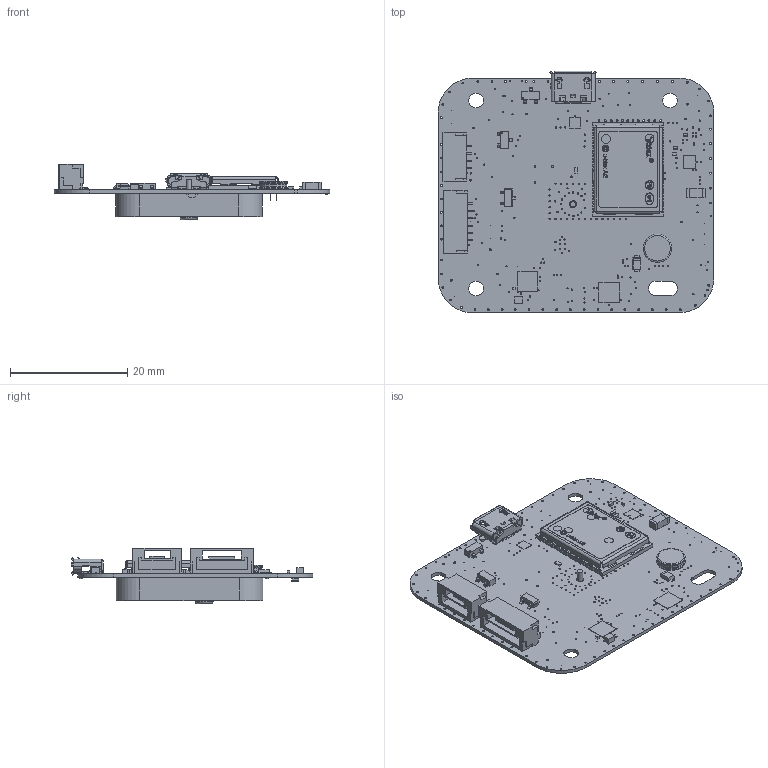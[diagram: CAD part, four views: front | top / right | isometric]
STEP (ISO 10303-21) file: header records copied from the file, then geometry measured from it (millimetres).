
FILE_DESCRIPTION(/* description */ (''),/* implementation_level */ '2;1');
FILE_NAME(/* name */ 'M10034C_pub.step',/* time_stamp */ '2024-04-17T20:11:54-07:00',/* author */ (''),/* organization */ (''),/* preprocessor_version */ 'ST-DEVELOPER v20',/* originating_system */ 'Autodesk Translation Framework v12.20.1.177',/* authorisation */ '');
FILE_SCHEMA (('AUTOMOTIVE_DESIGN { 1 0 10303 214 3 1 1 }'));
Products named in the file (1): FusionComponent
Bounding box: 47 x 41.17 x 9.5 mm (x, y, z)
Volume: 3992 mm3; surface area: 6968.5 mm2
Topology: 5 solids, 5 shells, 2604 faces, 6648 edges, 4166 vertices
Faces by surface type: plane 1325, cylinder 922, sphere 190, bspline 156, torus 11
Full cylindrical faces by diameter (mm): 0.1 x2, 0.2 x222, 0.3 x150, 0.64 x1, 0.7 x1, 0.9 x1, 1 x1, 1.1 x1, 1.5 x5, 2.5 x3, 3 x1, 4.56 x1
Entity records: 84405 total; most frequent: CARTESIAN_POINT 18591, ORIENTED_EDGE 13278, DIRECTION 13206, EDGE_CURVE 6639, LINE 4412, VECTOR 4412, AXIS2_PLACEMENT_3D 4397, VERTEX_POINT 4172
